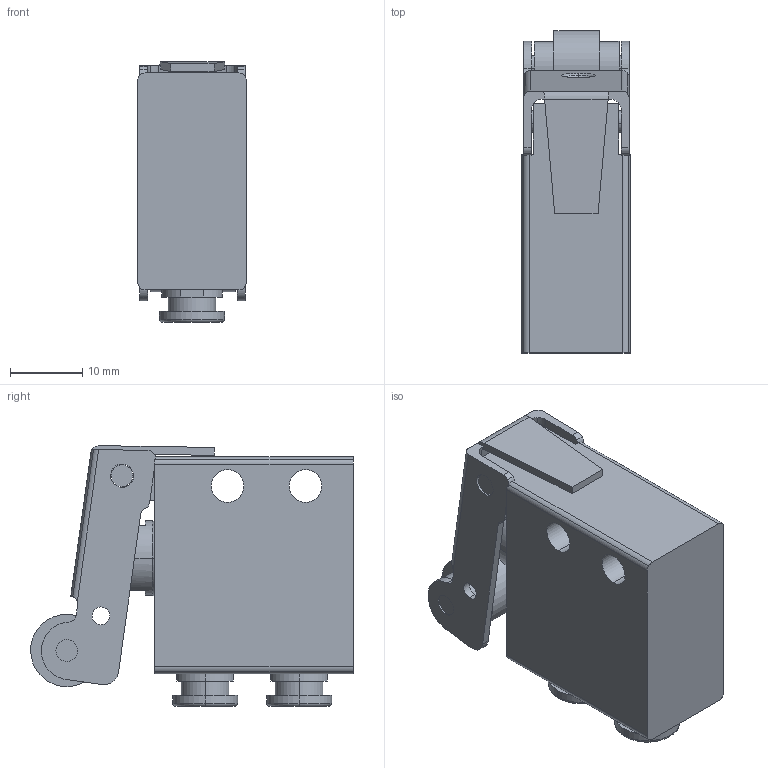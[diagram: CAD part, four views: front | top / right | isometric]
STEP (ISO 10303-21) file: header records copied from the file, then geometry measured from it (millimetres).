
FILE_DESCRIPTION((''),'2;1');
FILE_NAME('08_052_4.stp','2002-12-02T16:50:57',('Branislav Petkovic'),('AZ Pneumatica'),'AutoCAD STEP 2000i','AutoCAD 2000i','Via J. F. Kennedy, 26, 20020 Misinto (MI), ITALY');
FILE_SCHEMA(('CONFIG_CONTROL_DESIGN'));
Length unit declared in the file: millimetre
Products named in the file (11): 08_052_4; 305MRUL TELO; PART1; PIPAK 304 MA; PART1A; PUSH IN 4MM; PART1AA; PART2A; POLUGA SA VALJKOM; PART2; VALJAK
Assembly tree (11 placements, depth 3):
  08_052_4
    305MRUL TELO
      PART1
    PIPAK 304 MA
      PART1A
    PUSH IN 4MM  x2
      PART1AA
      PART2A
    POLUGA SA VALJKOM
      PART2
      VALJAK
Bounding box: 15 x 44.64 x 36.06 mm (x, y, z)
Surface area: 8892.1 mm2 (no closed solid volume)
Topology: 0 solids, 9 shells, 264 faces, 664 edges, 433 vertices
Faces by surface type: cylinder 152, plane 75, torus 14, bspline 13, cone 10
Entity records: 11653 total; most frequent: CARTESIAN_POINT 5683, ORIENTED_EDGE 1208, DIRECTION 1203, EDGE_CURVE 604, AXIS2_PLACEMENT_3D 476, VERTEX_POINT 395, EDGE_LOOP 273, VECTOR 251
